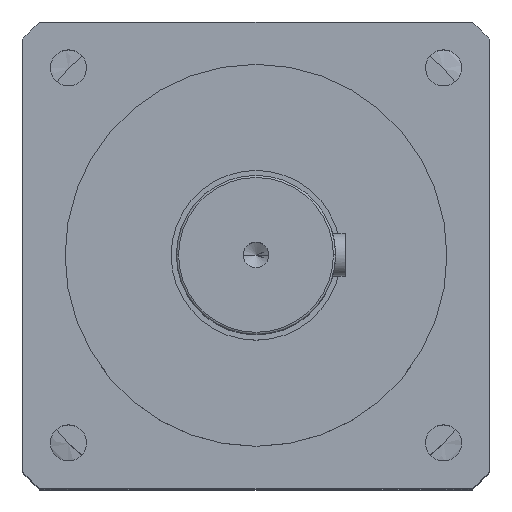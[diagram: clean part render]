
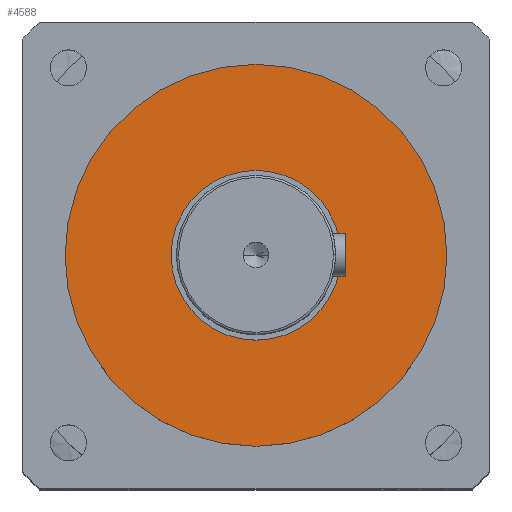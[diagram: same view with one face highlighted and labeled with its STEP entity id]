
A CAD part, top view. The second image highlights one B-rep face of the part: STEP entity #4588.
In plain terms, the highlighted planar face has unit normal (0, 0, 1).
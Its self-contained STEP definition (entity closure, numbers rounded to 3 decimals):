
#42 = VERTEX_POINT ( 'NONE', #9496 ) ;
#77 = CIRCLE ( 'NONE', #5011, 90. ) ;
#213 = DIRECTION ( 'NONE',  ( 0., 0., 1. ) ) ;
#457 = DIRECTION ( 'NONE',  ( 1., 0., 0. ) ) ;
#474 = AXIS2_PLACEMENT_3D ( 'NONE', #8838, #4291, #9594 ) ;
#562 = DIRECTION ( 'NONE',  ( 0., 0., 1. ) ) ;
#616 = CIRCLE ( 'NONE', #6627, 90. ) ;
#1448 = VERTEX_POINT ( 'NONE', #6109 ) ;
#1596 = DIRECTION ( 'NONE',  ( -1., 0., 0. ) ) ;
#1709 = ORIENTED_EDGE ( 'NONE', *, *, #4641, .F. ) ;
#1745 = VERTEX_POINT ( 'NONE', #8917 ) ;
#1886 = AXIS2_PLACEMENT_3D ( 'NONE', #8964, #6103, #1596 ) ;
#2207 = ORIENTED_EDGE ( 'NONE', *, *, #6741, .T. ) ;
#2370 = AXIS2_PLACEMENT_3D ( 'NONE', #5071, #562, #5849 ) ;
#2373 = CIRCLE ( 'NONE', #2370, 40. ) ;
#2840 = CIRCLE ( 'NONE', #474, 40. ) ;
#2861 = ORIENTED_EDGE ( 'NONE', *, *, #7639, .T. ) ;
#3402 = VERTEX_POINT ( 'NONE', #4216 ) ;
#3464 = EDGE_LOOP ( 'NONE', ( #1709, #4225 ) ) ;
#4216 = CARTESIAN_POINT ( 'NONE',  ( -90., 0., -109. ) ) ;
#4225 = ORIENTED_EDGE ( 'NONE', *, *, #5216, .F. ) ;
#4291 = DIRECTION ( 'NONE',  ( 0., 0., 1. ) ) ;
#4581 = FACE_BOUND ( 'NONE', #3464, .T. ) ;
#4588 = ADVANCED_FACE ( 'NONE', ( #4581, #8636 ), #8217, .F. ) ;
#4641 = EDGE_CURVE ( 'NONE', #1448, #42, #2373, .T. ) ;
#4683 = CARTESIAN_POINT ( 'NONE',  ( 0., 0., -109. ) ) ;
#4957 = DIRECTION ( 'NONE',  ( 0., 0., 1. ) ) ;
#5011 = AXIS2_PLACEMENT_3D ( 'NONE', #4683, #213, #5465 ) ;
#5071 = CARTESIAN_POINT ( 'NONE',  ( 0., 0., -109. ) ) ;
#5216 = EDGE_CURVE ( 'NONE', #42, #1448, #2840, .T. ) ;
#5465 = DIRECTION ( 'NONE',  ( 1., 0., 0. ) ) ;
#5849 = DIRECTION ( 'NONE',  ( 1., 0., 0. ) ) ;
#6103 = DIRECTION ( 'NONE',  ( 0., 0., -1. ) ) ;
#6109 = CARTESIAN_POINT ( 'NONE',  ( 40., 0., -109. ) ) ;
#6627 = AXIS2_PLACEMENT_3D ( 'NONE', #9488, #4957, #457 ) ;
#6741 = EDGE_CURVE ( 'NONE', #1745, #3402, #77, .T. ) ;
#7639 = EDGE_CURVE ( 'NONE', #3402, #1745, #616, .T. ) ;
#7652 = EDGE_LOOP ( 'NONE', ( #2207, #2861 ) ) ;
#8217 = PLANE ( 'NONE',  #1886 ) ;
#8636 = FACE_OUTER_BOUND ( 'NONE', #7652, .T. ) ;
#8838 = CARTESIAN_POINT ( 'NONE',  ( 0., 0., -109. ) ) ;
#8917 = CARTESIAN_POINT ( 'NONE',  ( 90., 0., -109. ) ) ;
#8964 = CARTESIAN_POINT ( 'NONE',  ( 0., 90., -109. ) ) ;
#9488 = CARTESIAN_POINT ( 'NONE',  ( 0., 0., -109. ) ) ;
#9496 = CARTESIAN_POINT ( 'NONE',  ( -40., 0., -109. ) ) ;
#9594 = DIRECTION ( 'NONE',  ( 1., 0., 0. ) ) ;
